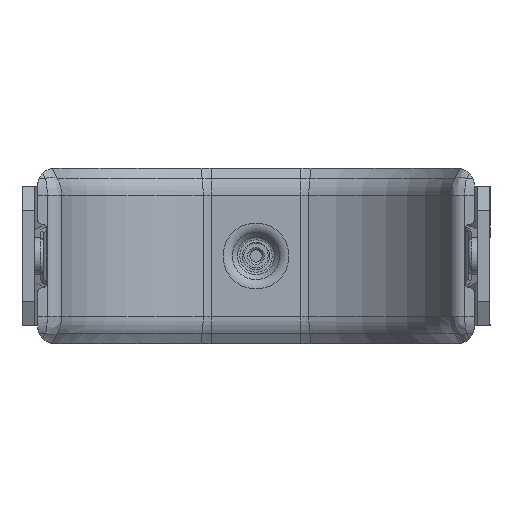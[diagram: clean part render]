
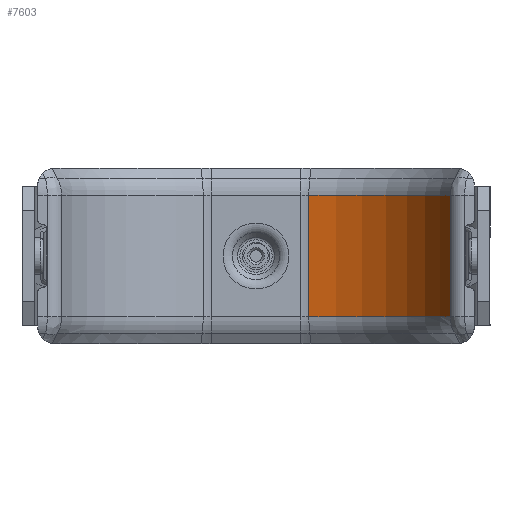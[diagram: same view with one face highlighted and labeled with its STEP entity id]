
A CAD part, front view. The second image highlights one B-rep face of the part: STEP entity #7603.
In plain terms, the highlighted cylindrical face has radius 30 mm (diameter 60 mm), a partial arc.
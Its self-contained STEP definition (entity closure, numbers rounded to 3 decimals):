
#622=FACE_OUTER_BOUND('',#1097,.T.);
#1097=EDGE_LOOP('',(#5386,#5387,#5388,#5389));
#1599=LINE('',#11893,#2271);
#1600=LINE('',#11936,#2272);
#2271=VECTOR('',#9161,10.);
#2272=VECTOR('',#9172,10.);
#2944=CIRCLE('',#8215,30.);
#2946=CIRCLE('',#8218,30.);
#3325=VERTEX_POINT('',#11878);
#3326=VERTEX_POINT('',#11891);
#3327=VERTEX_POINT('',#11930);
#3328=VERTEX_POINT('',#11934);
#4097=EDGE_CURVE('',#3325,#3326,#1599,.T.);
#4100=EDGE_CURVE('',#3326,#3327,#2944,.T.);
#4102=EDGE_CURVE('',#3328,#3325,#2946,.T.);
#4103=EDGE_CURVE('',#3327,#3328,#1600,.T.);
#5386=ORIENTED_EDGE('',*,*,#4097,.F.);
#5387=ORIENTED_EDGE('',*,*,#4102,.F.);
#5388=ORIENTED_EDGE('',*,*,#4103,.F.);
#5389=ORIENTED_EDGE('',*,*,#4100,.F.);
#7428=CYLINDRICAL_SURFACE('',#8217,30.);
#7603=ADVANCED_FACE('',(#622),#7428,.F.);
#8215=AXIS2_PLACEMENT_3D('',#11931,#9164,#9165);
#8217=AXIS2_PLACEMENT_3D('',#11933,#9168,#9169);
#8218=AXIS2_PLACEMENT_3D('',#11935,#9170,#9171);
#9161=DIRECTION('',(0.,0.,-1.));
#9164=DIRECTION('center_axis',(0.,0.,1.));
#9165=DIRECTION('ref_axis',(0.678,0.735,0.));
#9168=DIRECTION('center_axis',(0.,0.,1.));
#9169=DIRECTION('ref_axis',(-0.971,-0.238,0.));
#9170=DIRECTION('center_axis',(0.,0.,-1.));
#9171=DIRECTION('ref_axis',(0.678,0.735,0.));
#9172=DIRECTION('',(0.,0.,1.));
#11878=CARTESIAN_POINT('',(32.012,14.259,21.486));
#11891=CARTESIAN_POINT('',(32.012,14.259,1.514));
#11893=CARTESIAN_POINT('',(32.012,14.259,0.));
#11930=CARTESIAN_POINT('',(8.712,34.88,1.514));
#11931=CARTESIAN_POINT('Origin',(3.362,5.361,1.514));
#11933=CARTESIAN_POINT('Origin',(3.362,5.361,0.));
#11934=CARTESIAN_POINT('',(8.712,34.88,21.486));
#11935=CARTESIAN_POINT('Origin',(3.362,5.361,21.486));
#11936=CARTESIAN_POINT('',(8.712,34.88,0.));
